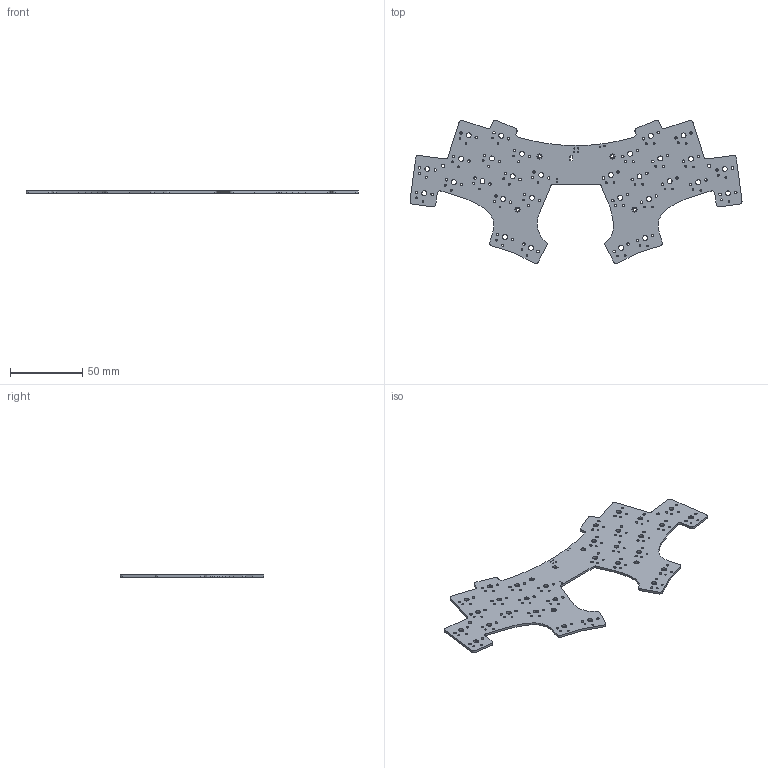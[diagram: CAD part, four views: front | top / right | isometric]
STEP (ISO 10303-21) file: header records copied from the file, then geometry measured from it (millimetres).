
FILE_DESCRIPTION(('KiCad electronic assembly'),'2;1');
FILE_NAME('the_moon.step','2022-01-24T11:23:02',('Pcbnew'),('Kicad'), 'Open CASCADE STEP processor 7.5','KiCad to STEP converter','Unknown' );
FILE_SCHEMA(('AUTOMOTIVE_DESIGN { 1 0 10303 214 1 1 1 1 }'));
Length unit declared in the file: millimetre
Products named in the file (2): the_moon 1; _autosave-the_moon PCB
Assembly tree (1 placements, depth 2):
  the_moon 1
    _autosave-the_moon PCB
Bounding box: 229.89 x 99.28 x 1.6 mm (x, y, z)
Volume: 18075.2 mm3; surface area: 25390.7 mm2
Topology: 1 solids, 1 shells, 333 faces, 993 edges, 662 vertices
Faces by surface type: cylinder 226, plane 107
Full cylindrical faces by diameter (mm): 0.4 x32, 0.75 x6, 0.9 x2, 1.27 x60, 1.702 x60, 2.2 x6, 3.429 x30
Entity records: 26495 total; most frequent: CARTESIAN_POINT 6692, DIRECTION 3645, LINE 2071, VECTOR 2071, ORIENTED_EDGE 1986, PCURVE 1986, DEFINITIONAL_REPRESENTATION 1986, EDGE_CURVE 993
